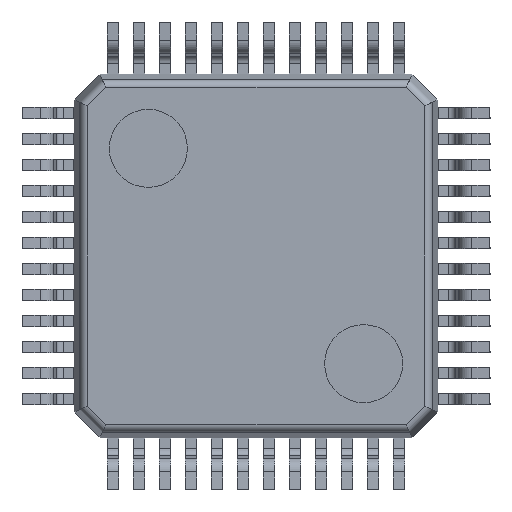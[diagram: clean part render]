
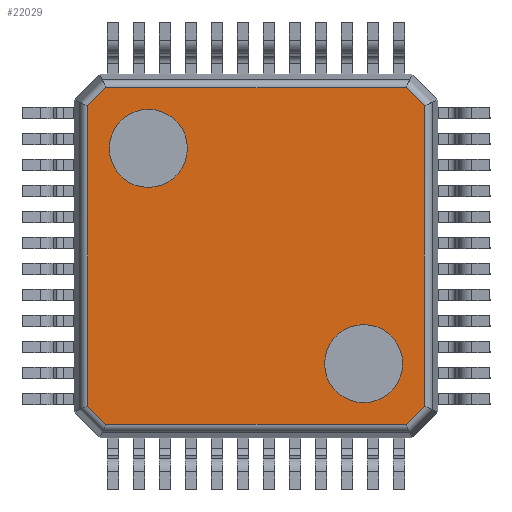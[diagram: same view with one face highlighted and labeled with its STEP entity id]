
A CAD part, front view. The second image highlights one B-rep face of the part: STEP entity #22029.
In plain terms, the highlighted planar face has unit normal (0, -1, 0).
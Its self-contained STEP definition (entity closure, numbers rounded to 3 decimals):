
#18 = LINE ( 'NONE', #10223, #13306 ) ;
#106 = LINE ( 'NONE', #16068, #7154 ) ;
#195 = ORIENTED_EDGE ( 'NONE', *, *, #12048, .T. ) ;
#348 = CARTESIAN_POINT ( 'NONE',  ( 2.07, 0.15, -2.07 ) ) ;
#613 = VECTOR ( 'NONE', #15389, 1000. ) ;
#869 = CARTESIAN_POINT ( 'NONE',  ( 3.238, 0.15, 2.891 ) ) ;
#885 = CARTESIAN_POINT ( 'NONE',  ( -3.238, 0.15, -2.891 ) ) ;
#1098 = CARTESIAN_POINT ( 'NONE',  ( -2.07, 0.15, 2.07 ) ) ;
#1485 = VERTEX_POINT ( 'NONE', #11733 ) ;
#1502 = DIRECTION ( 'NONE',  ( -0.707, 0., 0.707 ) ) ;
#1785 = VERTEX_POINT ( 'NONE', #15702 ) ;
#2124 = CARTESIAN_POINT ( 'NONE',  ( 2.07, 0.15, -2.07 ) ) ;
#2164 = DIRECTION ( 'NONE',  ( 0.707, 0., -0.707 ) ) ;
#2258 = VECTOR ( 'NONE', #1502, 1000. ) ;
#2691 = VERTEX_POINT ( 'NONE', #22461 ) ;
#2831 = LINE ( 'NONE', #14570, #14763 ) ;
#3170 = VERTEX_POINT ( 'NONE', #16631 ) ;
#3355 = ORIENTED_EDGE ( 'NONE', *, *, #13047, .T. ) ;
#4584 = CARTESIAN_POINT ( 'NONE',  ( 2.942, 0.15, -3.238 ) ) ;
#4646 = ORIENTED_EDGE ( 'NONE', *, *, #20438, .T. ) ;
#4677 = CIRCLE ( 'NONE', #13472, 0.75 ) ;
#4745 = DIRECTION ( 'NONE',  ( 0., -1., 0. ) ) ;
#4929 = EDGE_CURVE ( 'NONE', #19972, #17609, #20023, .T. ) ;
#5291 = AXIS2_PLACEMENT_3D ( 'NONE', #348, #14345, #14053 ) ;
#5706 = DIRECTION ( 'NONE',  ( 0., 0., 1. ) ) ;
#5840 = ORIENTED_EDGE ( 'NONE', *, *, #18791, .F. ) ;
#6040 = EDGE_LOOP ( 'NONE', ( #20408, #5840 ) ) ;
#6401 = CARTESIAN_POINT ( 'NONE',  ( -3.238, 0.15, 2.891 ) ) ;
#6735 = ORIENTED_EDGE ( 'NONE', *, *, #16280, .T. ) ;
#6942 = EDGE_CURVE ( 'NONE', #1485, #19972, #17412, .T. ) ;
#7154 = VECTOR ( 'NONE', #5706, 1000. ) ;
#7242 = EDGE_CURVE ( 'NONE', #19878, #3170, #13606, .T. ) ;
#7292 = DIRECTION ( 'NONE',  ( 0., -1., 0. ) ) ;
#8589 = LINE ( 'NONE', #16818, #9664 ) ;
#8770 = LINE ( 'NONE', #13551, #2258 ) ;
#8984 = VECTOR ( 'NONE', #12094, 1000. ) ;
#9039 = DIRECTION ( 'NONE',  ( 0., 0., -1. ) ) ;
#9222 = AXIS2_PLACEMENT_3D ( 'NONE', #21476, #19590, #9039 ) ;
#9664 = VECTOR ( 'NONE', #20109, 1000. ) ;
#9911 = CARTESIAN_POINT ( 'NONE',  ( 0., 0.15, 0. ) ) ;
#9991 = VERTEX_POINT ( 'NONE', #19242 ) ;
#10008 = AXIS2_PLACEMENT_3D ( 'NONE', #9911, #4745, #11493 ) ;
#10131 = FACE_OUTER_BOUND ( 'NONE', #16088, .T. ) ;
#10223 = CARTESIAN_POINT ( 'NONE',  ( -3.274, 0.15, 2.856 ) ) ;
#10394 = FACE_BOUND ( 'NONE', #22118, .T. ) ;
#11186 = DIRECTION ( 'NONE',  ( 0., 0., -1. ) ) ;
#11296 = ORIENTED_EDGE ( 'NONE', *, *, #15566, .T. ) ;
#11353 = PLANE ( 'NONE',  #10008 ) ;
#11493 = DIRECTION ( 'NONE',  ( 0., 0., -1. ) ) ;
#11733 = CARTESIAN_POINT ( 'NONE',  ( -2.891, 0.15, -3.238 ) ) ;
#11816 = CIRCLE ( 'NONE', #5291, 0.75 ) ;
#12048 = EDGE_CURVE ( 'NONE', #9991, #1785, #8589, .T. ) ;
#12094 = DIRECTION ( 'NONE',  ( 0., 0., -1. ) ) ;
#12519 = CIRCLE ( 'NONE', #16797, 0.75 ) ;
#13047 = EDGE_CURVE ( 'NONE', #14014, #1485, #2831, .T. ) ;
#13245 = DIRECTION ( 'NONE',  ( 0., -1., 0. ) ) ;
#13306 = VECTOR ( 'NONE', #16942, 1000. ) ;
#13421 = EDGE_CURVE ( 'NONE', #17609, #17362, #106, .T. ) ;
#13472 = AXIS2_PLACEMENT_3D ( 'NONE', #2124, #7292, #17583 ) ;
#13551 = CARTESIAN_POINT ( 'NONE',  ( 2.856, 0.15, 3.274 ) ) ;
#13606 = CIRCLE ( 'NONE', #9222, 0.75 ) ;
#14014 = VERTEX_POINT ( 'NONE', #885 ) ;
#14053 = DIRECTION ( 'NONE',  ( 0., 0., -1. ) ) ;
#14334 = VERTEX_POINT ( 'NONE', #6401 ) ;
#14345 = DIRECTION ( 'NONE',  ( 0., -1., 0. ) ) ;
#14570 = CARTESIAN_POINT ( 'NONE',  ( -2.856, 0.15, -3.274 ) ) ;
#14747 = VERTEX_POINT ( 'NONE', #21401 ) ;
#14763 = VECTOR ( 'NONE', #2164, 1000. ) ;
#15106 = VECTOR ( 'NONE', #17124, 1000. ) ;
#15321 = ORIENTED_EDGE ( 'NONE', *, *, #13421, .T. ) ;
#15389 = DIRECTION ( 'NONE',  ( 1., 0., 0. ) ) ;
#15461 = CARTESIAN_POINT ( 'NONE',  ( -3.238, 0.15, -2.942 ) ) ;
#15514 = FACE_BOUND ( 'NONE', #6040, .T. ) ;
#15566 = EDGE_CURVE ( 'NONE', #1785, #14334, #18, .T. ) ;
#15702 = CARTESIAN_POINT ( 'NONE',  ( -2.891, 0.15, 3.238 ) ) ;
#16068 = CARTESIAN_POINT ( 'NONE',  ( 3.238, 0.15, 2.942 ) ) ;
#16088 = EDGE_LOOP ( 'NONE', ( #11296, #6735, #3355, #18229, #21461, #15321, #4646, #195 ) ) ;
#16280 = EDGE_CURVE ( 'NONE', #14334, #14014, #22008, .T. ) ;
#16631 = CARTESIAN_POINT ( 'NONE',  ( -2.07, 0.15, 1.32 ) ) ;
#16741 = ORIENTED_EDGE ( 'NONE', *, *, #7242, .F. ) ;
#16797 = AXIS2_PLACEMENT_3D ( 'NONE', #1098, #13245, #11186 ) ;
#16818 = CARTESIAN_POINT ( 'NONE',  ( -2.942, 0.15, 3.238 ) ) ;
#16942 = DIRECTION ( 'NONE',  ( -0.707, 0., -0.707 ) ) ;
#16986 = CARTESIAN_POINT ( 'NONE',  ( 3.238, 0.15, -2.891 ) ) ;
#17124 = DIRECTION ( 'NONE',  ( 0.707, 0., 0.707 ) ) ;
#17362 = VERTEX_POINT ( 'NONE', #869 ) ;
#17412 = LINE ( 'NONE', #4584, #613 ) ;
#17583 = DIRECTION ( 'NONE',  ( 0., 0., -1. ) ) ;
#17609 = VERTEX_POINT ( 'NONE', #16986 ) ;
#18229 = ORIENTED_EDGE ( 'NONE', *, *, #6942, .T. ) ;
#18791 = EDGE_CURVE ( 'NONE', #14747, #2691, #11816, .T. ) ;
#18802 = CARTESIAN_POINT ( 'NONE',  ( -2.07, 0.15, 2.82 ) ) ;
#19188 = CARTESIAN_POINT ( 'NONE',  ( 2.891, 0.15, -3.238 ) ) ;
#19242 = CARTESIAN_POINT ( 'NONE',  ( 2.891, 0.15, 3.238 ) ) ;
#19590 = DIRECTION ( 'NONE',  ( 0., -1., 0. ) ) ;
#19878 = VERTEX_POINT ( 'NONE', #18802 ) ;
#19972 = VERTEX_POINT ( 'NONE', #19188 ) ;
#20023 = LINE ( 'NONE', #20480, #15106 ) ;
#20109 = DIRECTION ( 'NONE',  ( -1., 0., 0. ) ) ;
#20114 = EDGE_CURVE ( 'NONE', #2691, #14747, #4677, .T. ) ;
#20408 = ORIENTED_EDGE ( 'NONE', *, *, #20114, .F. ) ;
#20438 = EDGE_CURVE ( 'NONE', #17362, #9991, #8770, .T. ) ;
#20480 = CARTESIAN_POINT ( 'NONE',  ( 3.274, 0.15, -2.856 ) ) ;
#20739 = EDGE_CURVE ( 'NONE', #3170, #19878, #12519, .T. ) ;
#21401 = CARTESIAN_POINT ( 'NONE',  ( 2.07, 0.15, -1.32 ) ) ;
#21461 = ORIENTED_EDGE ( 'NONE', *, *, #4929, .T. ) ;
#21476 = CARTESIAN_POINT ( 'NONE',  ( -2.07, 0.15, 2.07 ) ) ;
#22008 = LINE ( 'NONE', #15461, #8984 ) ;
#22029 = ADVANCED_FACE ( 'NONE', ( #10131, #15514, #10394 ), #11353, .T. ) ;
#22118 = EDGE_LOOP ( 'NONE', ( #22502, #16741 ) ) ;
#22461 = CARTESIAN_POINT ( 'NONE',  ( 2.07, 0.15, -2.82 ) ) ;
#22502 = ORIENTED_EDGE ( 'NONE', *, *, #20739, .F. ) ;
